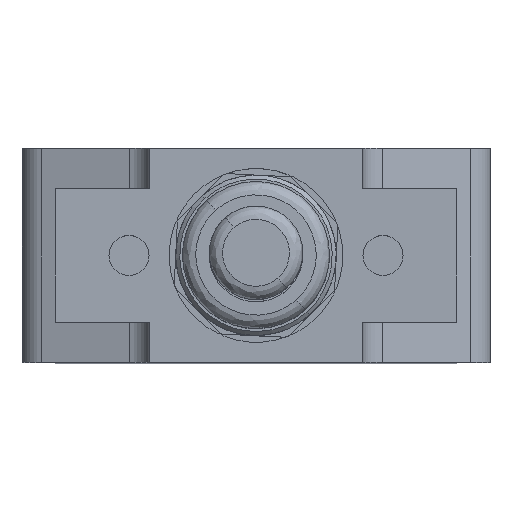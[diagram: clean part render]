
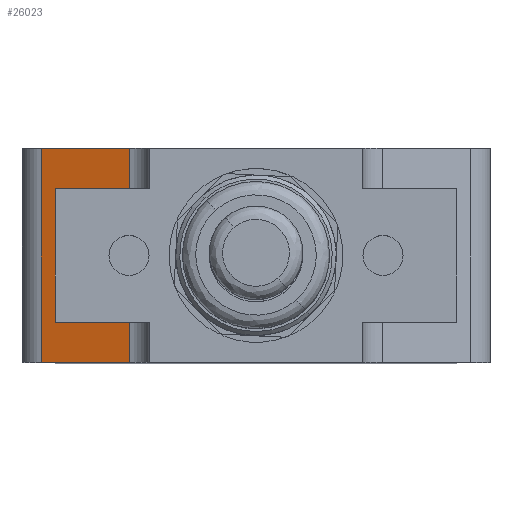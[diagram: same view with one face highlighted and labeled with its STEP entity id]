
A CAD part, top view. The second image highlights one B-rep face of the part: STEP entity #26023.
In plain terms, the highlighted planar face has unit normal (-0.278, 0, 0.961).
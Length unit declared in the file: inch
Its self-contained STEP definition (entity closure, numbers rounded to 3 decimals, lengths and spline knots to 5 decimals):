
#111 = LINE ( 'NONE', #14627, #31477 ) ;
#673 = CARTESIAN_POINT ( 'NONE',  ( -0.37181, -0.51181, 0.25914 ) ) ;
#923 = CARTESIAN_POINT ( 'NONE',  ( -0.63213, 0., 0.18378 ) ) ;
#958 = VERTEX_POINT ( 'NONE', #16476 ) ;
#3640 = CARTESIAN_POINT ( 'NONE',  ( -0.68898, 0., 0.16732 ) ) ;
#3760 = ORIENTED_EDGE ( 'NONE', *, *, #16765, .F. ) ;
#4443 = CARTESIAN_POINT ( 'NONE',  ( -0.63213, -0.62992, 0.18378 ) ) ;
#4729 = ORIENTED_EDGE ( 'NONE', *, *, #25355, .T. ) ;
#5018 = ORIENTED_EDGE ( 'NONE', *, *, #9872, .T. ) ;
#5512 = VERTEX_POINT ( 'NONE', #35821 ) ;
#5546 = VECTOR ( 'NONE', #28902, 39.37008 ) ;
#5619 = CARTESIAN_POINT ( 'NONE',  ( -0.68898, -0.11811, 0.16732 ) ) ;
#5844 = DIRECTION ( 'NONE',  ( 0., 1., 0. ) ) ;
#7912 = EDGE_CURVE ( 'NONE', #958, #25137, #23281, .T. ) ;
#9507 = ORIENTED_EDGE ( 'NONE', *, *, #31671, .T. ) ;
#9872 = EDGE_CURVE ( 'NONE', #25432, #24316, #28821, .T. ) ;
#11597 = CARTESIAN_POINT ( 'NONE',  ( -0.37181, 0., 0.25914 ) ) ;
#11790 = ORIENTED_EDGE ( 'NONE', *, *, #19692, .T. ) ;
#12068 = VECTOR ( 'NONE', #32049, 39.37008 ) ;
#12577 = AXIS2_PLACEMENT_3D ( 'NONE', #3640, #29032, #28914 ) ;
#13329 = VECTOR ( 'NONE', #5844, 39.37008 ) ;
#13727 = VECTOR ( 'NONE', #26351, 39.37008 ) ;
#14023 = CARTESIAN_POINT ( 'NONE',  ( -0.37181, -0.62992, 0.25914 ) ) ;
#14391 = CARTESIAN_POINT ( 'NONE',  ( -0.37181, -0.11811, 0.25914 ) ) ;
#14627 = CARTESIAN_POINT ( 'NONE',  ( -0.68898, -0.51181, 0.16732 ) ) ;
#16476 = CARTESIAN_POINT ( 'NONE',  ( -0.59055, -0.11811, 0.19581 ) ) ;
#16765 = EDGE_CURVE ( 'NONE', #25773, #24316, #28948, .T. ) ;
#16806 = VERTEX_POINT ( 'NONE', #673 ) ;
#19334 = VECTOR ( 'NONE', #19466, 39.37008 ) ;
#19466 = DIRECTION ( 'NONE',  ( 0., 1., 0. ) ) ;
#19692 = EDGE_CURVE ( 'NONE', #16806, #23981, #111, .T. ) ;
#19701 = DIRECTION ( 'NONE',  ( -0.961, 0., -0.278 ) ) ;
#20965 = ORIENTED_EDGE ( 'NONE', *, *, #24492, .T. ) ;
#22057 = CARTESIAN_POINT ( 'NONE',  ( -0.63213, 0., 0.18378 ) ) ;
#23281 = LINE ( 'NONE', #5619, #12068 ) ;
#23677 = EDGE_LOOP ( 'NONE', ( #3760, #32878, #9507, #11790, #4729, #28325, #20965, #5018 ) ) ;
#23930 = LINE ( 'NONE', #11597, #5546 ) ;
#23981 = VERTEX_POINT ( 'NONE', #25429 ) ;
#24316 = VERTEX_POINT ( 'NONE', #22057 ) ;
#24492 = EDGE_CURVE ( 'NONE', #25137, #25432, #23930, .T. ) ;
#25137 = VERTEX_POINT ( 'NONE', #14391 ) ;
#25355 = EDGE_CURVE ( 'NONE', #23981, #958, #30527, .T. ) ;
#25429 = CARTESIAN_POINT ( 'NONE',  ( -0.59055, -0.51181, 0.19581 ) ) ;
#25432 = VERTEX_POINT ( 'NONE', #33501 ) ;
#25773 = VERTEX_POINT ( 'NONE', #4443 ) ;
#25843 = DIRECTION ( 'NONE',  ( -0.961, 0., -0.278 ) ) ;
#26023 = ADVANCED_FACE ( 'NONE', ( #34068 ), #31408, .T. ) ;
#26351 = DIRECTION ( 'NONE',  ( 0., 1., 0. ) ) ;
#27465 = VECTOR ( 'NONE', #19701, 39.37008 ) ;
#28049 = EDGE_CURVE ( 'NONE', #5512, #25773, #30975, .T. ) ;
#28325 = ORIENTED_EDGE ( 'NONE', *, *, #7912, .T. ) ;
#28756 = VECTOR ( 'NONE', #37046, 39.37008 ) ;
#28821 = LINE ( 'NONE', #36816, #27465 ) ;
#28902 = DIRECTION ( 'NONE',  ( 0., 1., 0. ) ) ;
#28914 = DIRECTION ( 'NONE',  ( 0.961, 0., 0.278 ) ) ;
#28948 = LINE ( 'NONE', #923, #13727 ) ;
#29032 = DIRECTION ( 'NONE',  ( -0.278, 0., 0.961 ) ) ;
#30527 = LINE ( 'NONE', #32653, #19334 ) ;
#30975 = LINE ( 'NONE', #14023, #28756 ) ;
#31408 = PLANE ( 'NONE',  #12577 ) ;
#31477 = VECTOR ( 'NONE', #25843, 39.37008 ) ;
#31665 = LINE ( 'NONE', #34181, #13329 ) ;
#31671 = EDGE_CURVE ( 'NONE', #5512, #16806, #31665, .T. ) ;
#32049 = DIRECTION ( 'NONE',  ( 0.961, 0., 0.278 ) ) ;
#32653 = CARTESIAN_POINT ( 'NONE',  ( -0.59055, 0., 0.19581 ) ) ;
#32878 = ORIENTED_EDGE ( 'NONE', *, *, #28049, .F. ) ;
#33501 = CARTESIAN_POINT ( 'NONE',  ( -0.37181, 0., 0.25914 ) ) ;
#34068 = FACE_OUTER_BOUND ( 'NONE', #23677, .T. ) ;
#34181 = CARTESIAN_POINT ( 'NONE',  ( -0.37181, 0., 0.25914 ) ) ;
#35821 = CARTESIAN_POINT ( 'NONE',  ( -0.37181, -0.62992, 0.25914 ) ) ;
#36816 = CARTESIAN_POINT ( 'NONE',  ( -0.68898, 0., 0.16732 ) ) ;
#37046 = DIRECTION ( 'NONE',  ( -0.961, 0., -0.278 ) ) ;
